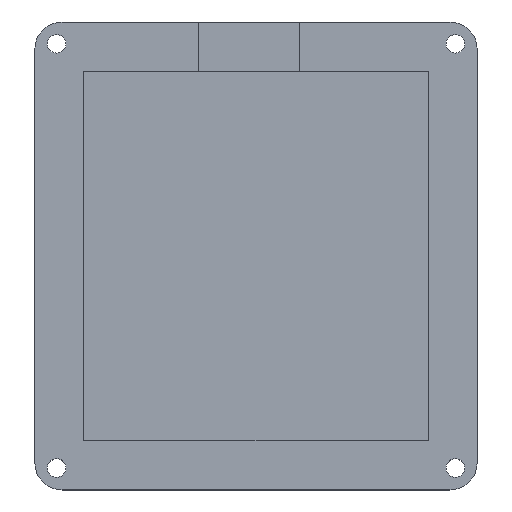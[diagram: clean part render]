
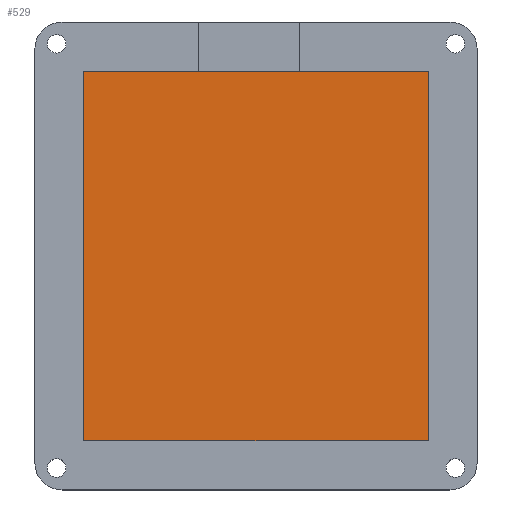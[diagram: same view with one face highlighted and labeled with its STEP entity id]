
A CAD part, top view. The second image highlights one B-rep face of the part: STEP entity #529.
In plain terms, the highlighted planar face has unit normal (0, 0, 1).
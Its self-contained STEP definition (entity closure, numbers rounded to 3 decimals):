
#79=FACE_OUTER_BOUND('',#117,.T.);
#117=EDGE_LOOP('',(#431,#432,#433,#434));
#171=LINE('',#880,#219);
#172=LINE('',#882,#220);
#173=LINE('',#884,#221);
#174=LINE('',#885,#222);
#219=VECTOR('',#711,10.);
#220=VECTOR('',#712,10.);
#221=VECTOR('',#713,10.);
#222=VECTOR('',#714,10.);
#271=VERTEX_POINT('',#878);
#272=VERTEX_POINT('',#879);
#273=VERTEX_POINT('',#881);
#274=VERTEX_POINT('',#883);
#331=EDGE_CURVE('',#271,#272,#171,.T.);
#332=EDGE_CURVE('',#273,#271,#172,.T.);
#333=EDGE_CURVE('',#274,#273,#173,.T.);
#334=EDGE_CURVE('',#272,#274,#174,.T.);
#431=ORIENTED_EDGE('',*,*,#331,.F.);
#432=ORIENTED_EDGE('',*,*,#332,.F.);
#433=ORIENTED_EDGE('',*,*,#333,.F.);
#434=ORIENTED_EDGE('',*,*,#334,.F.);
#507=PLANE('',#590);
#529=ADVANCED_FACE('',(#79),#507,.T.);
#590=AXIS2_PLACEMENT_3D('',#877,#709,#710);
#709=DIRECTION('center_axis',(0.,0.,1.));
#710=DIRECTION('ref_axis',(1.,0.,0.));
#711=DIRECTION('',(0.,1.,0.));
#712=DIRECTION('',(-1.,0.,0.));
#713=DIRECTION('',(0.,-1.,0.));
#714=DIRECTION('',(1.,0.,0.));
#877=CARTESIAN_POINT('Origin',(31.5,33.838,3.));
#878=CARTESIAN_POINT('',(0.,0.,3.));
#879=CARTESIAN_POINT('',(0.,67.675,3.));
#880=CARTESIAN_POINT('',(0.,16.919,3.));
#881=CARTESIAN_POINT('',(63.,0.,3.));
#882=CARTESIAN_POINT('',(47.25,0.,3.));
#883=CARTESIAN_POINT('',(63.,67.675,3.));
#884=CARTESIAN_POINT('',(63.,50.756,3.));
#885=CARTESIAN_POINT('',(15.75,67.675,3.));
